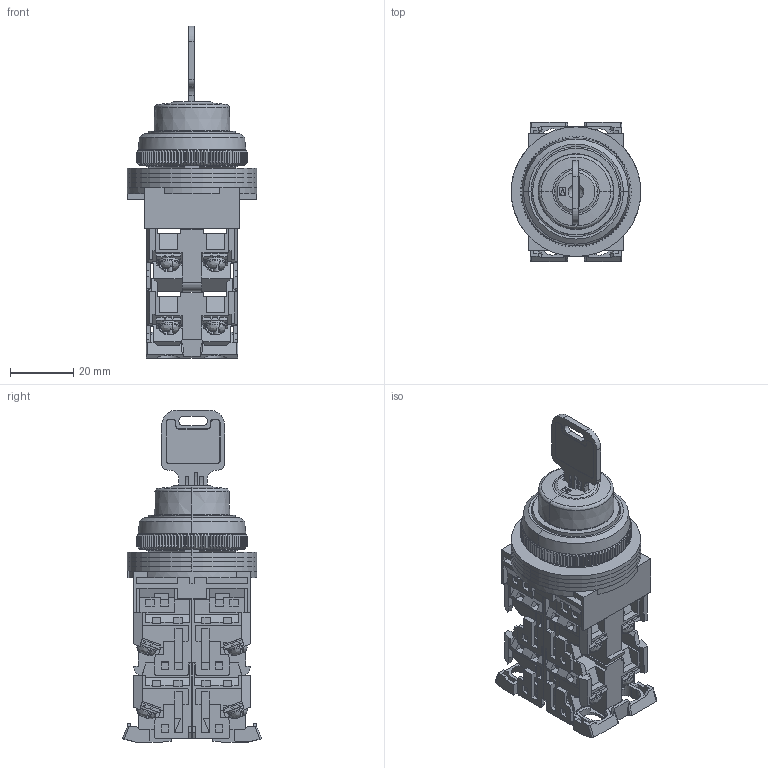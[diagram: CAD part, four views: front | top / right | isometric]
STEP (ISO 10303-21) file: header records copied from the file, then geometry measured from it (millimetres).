
FILE_DESCRIPTION (( 'STEP AP214' ), '1' );
FILE_NAME ('AR30JR-1E22AZC.step', '2018-02-13T19:35:03', ( '' ), ( '' ), 'SwSTEP 2.0', 'SolidWorks 2017', '' );
FILE_SCHEMA (( 'AUTOMOTIVE_DESIGN' ));
Length unit declared in the file: inch
Products named in the file (1): AR30JR-1E22AZC
Bounding box: 41 x 44 x 105 mm (x, y, z)
Volume: 54400.1 mm3; surface area: 44699.7 mm2
Topology: 38 solids, 38 shells, 2546 faces, 7038 edges, 4571 vertices
Faces by surface type: plane 1941, cylinder 325, cone 242, bspline 38
Entity records: 116790 total; most frequent: CARTESIAN_POINT 18878, ORIENTED_EDGE 14076, DIRECTION 12385, EDGE_CURVE 7038, VECTOR 5205, LINE 5205, VERTEX_POINT 4571, AXIS2_PLACEMENT_3D 3590
